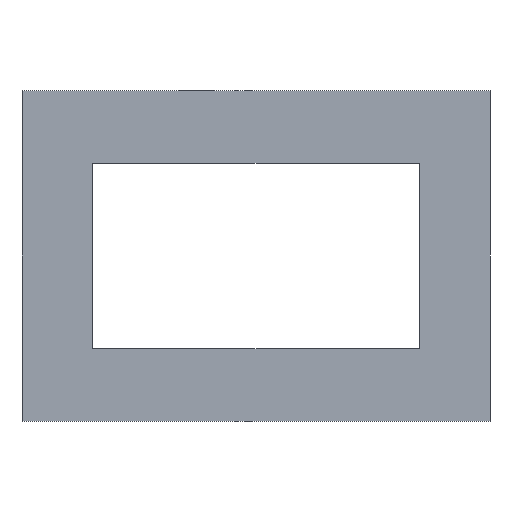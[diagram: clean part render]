
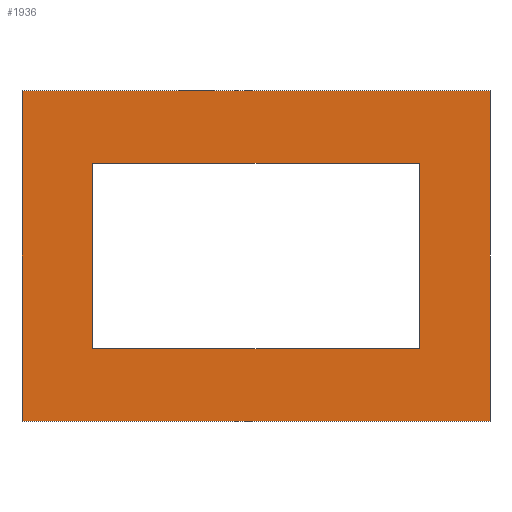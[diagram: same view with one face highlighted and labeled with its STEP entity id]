
A CAD part, front view. The second image highlights one B-rep face of the part: STEP entity #1936.
In plain terms, the highlighted planar face has unit normal (0, -1, 0).
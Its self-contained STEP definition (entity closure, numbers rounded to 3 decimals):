
#581=DIRECTION('',(-1.,0.,0.));
#582=VECTOR('',#581,136.);
#583=CARTESIAN_POINT('',(68.,-2.,-48.));
#584=LINE('',#583,#582);
#585=DIRECTION('',(0.,0.,1.));
#586=VECTOR('',#585,96.);
#587=CARTESIAN_POINT('',(-68.,-2.,-48.));
#588=LINE('',#587,#586);
#589=DIRECTION('',(1.,0.,0.));
#590=VECTOR('',#589,136.);
#591=CARTESIAN_POINT('',(-68.,-2.,48.));
#592=LINE('',#591,#590);
#593=DIRECTION('',(0.,0.,-1.));
#594=VECTOR('',#593,96.);
#595=CARTESIAN_POINT('',(68.,-2.,48.));
#596=LINE('',#595,#594);
#597=DIRECTION('',(0.,0.,1.));
#598=VECTOR('',#597,54.);
#599=CARTESIAN_POINT('',(-47.5,-2.,-27.));
#600=LINE('',#599,#598);
#601=DIRECTION('',(-1.,0.,0.));
#602=VECTOR('',#601,95.);
#603=CARTESIAN_POINT('',(47.5,-2.,-27.));
#604=LINE('',#603,#602);
#605=DIRECTION('',(0.,0.,-1.));
#606=VECTOR('',#605,54.);
#607=CARTESIAN_POINT('',(47.5,-2.,27.));
#608=LINE('',#607,#606);
#609=DIRECTION('',(1.,0.,0.));
#610=VECTOR('',#609,95.);
#611=CARTESIAN_POINT('',(-47.5,-2.,27.));
#612=LINE('',#611,#610);
#829=CARTESIAN_POINT('',(-47.5,-2.,-27.));
#830=CARTESIAN_POINT('',(-47.5,-2.,27.));
#831=VERTEX_POINT('',#829);
#832=VERTEX_POINT('',#830);
#833=CARTESIAN_POINT('',(47.5,-2.,27.));
#834=VERTEX_POINT('',#833);
#835=CARTESIAN_POINT('',(47.5,-2.,-27.));
#836=VERTEX_POINT('',#835);
#885=CARTESIAN_POINT('',(68.,-2.,-48.));
#886=CARTESIAN_POINT('',(-68.,-2.,-48.));
#887=VERTEX_POINT('',#885);
#888=VERTEX_POINT('',#886);
#889=CARTESIAN_POINT('',(-68.,-2.,48.));
#890=VERTEX_POINT('',#889);
#891=CARTESIAN_POINT('',(68.,-2.,48.));
#892=VERTEX_POINT('',#891);
#1919=CARTESIAN_POINT('',(0.,-2.,0.));
#1920=DIRECTION('',(0.,-1.,0.));
#1921=DIRECTION('',(-1.,0.,0.));
#1922=AXIS2_PLACEMENT_3D('',#1919,#1920,#1921);
#1923=PLANE('',#1922);
#1924=ORIENTED_EDGE('',*,*,#1877,.T.);
#1925=ORIENTED_EDGE('',*,*,#1891,.T.);
#1926=ORIENTED_EDGE('',*,*,#1904,.T.);
#1927=ORIENTED_EDGE('',*,*,#1516,.T.);
#1928=EDGE_LOOP('',(#1924,#1925,#1926,#1927));
#1929=FACE_OUTER_BOUND('',#1928,.F.);
#1930=ORIENTED_EDGE('',*,*,#1104,.F.);
#1931=ORIENTED_EDGE('',*,*,#1148,.F.);
#1932=ORIENTED_EDGE('',*,*,#1134,.F.);
#1933=ORIENTED_EDGE('',*,*,#1119,.F.);
#1934=EDGE_LOOP('',(#1930,#1931,#1932,#1933));
#1935=FACE_BOUND('',#1934,.F.);
#1936=ADVANCED_FACE('',(#1929,#1935),#1923,.T.);
#1104=EDGE_CURVE('',#831,#832,#600,.T.);
#1119=EDGE_CURVE('',#832,#834,#612,.T.);
#1134=EDGE_CURVE('',#834,#836,#608,.T.);
#1148=EDGE_CURVE('',#836,#831,#604,.T.);
#1516=EDGE_CURVE('',#892,#887,#596,.T.);
#1877=EDGE_CURVE('',#887,#888,#584,.T.);
#1891=EDGE_CURVE('',#888,#890,#588,.T.);
#1904=EDGE_CURVE('',#890,#892,#592,.T.);
